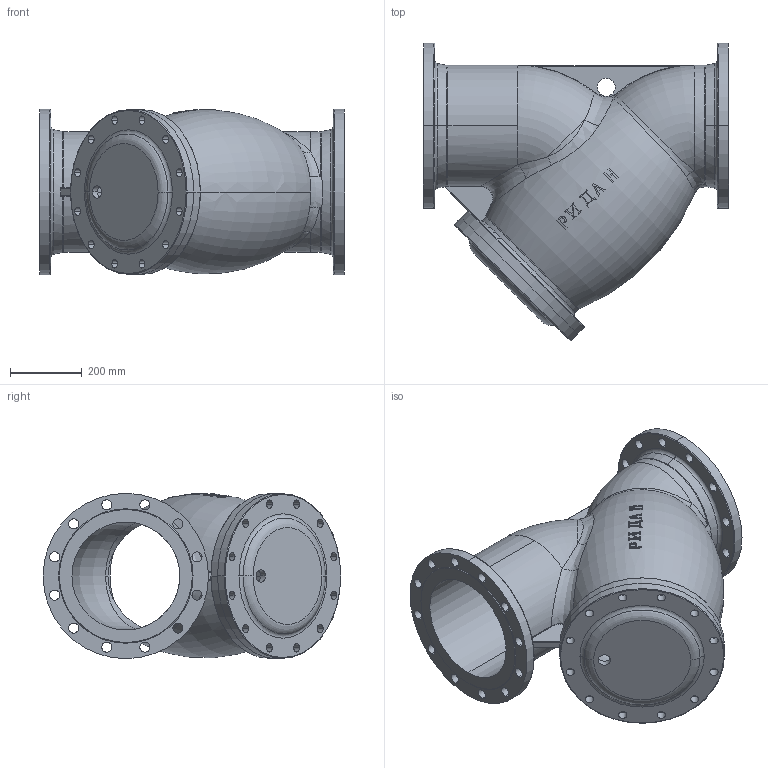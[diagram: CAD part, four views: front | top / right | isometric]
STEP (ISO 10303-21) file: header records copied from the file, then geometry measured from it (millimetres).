
FILE_DESCRIPTION (( 'STEP AP214' ), '1' );
FILE_NAME ('德标过滤器300装配体1.STEP', '2023-04-11T02:43:02', ( '' ), ( '' ), 'SwSTEP 2.0', 'SolidWorks 2023', '' );
FILE_SCHEMA (( 'AUTOMOTIVE_DESIGN' ));
Length unit declared in the file: millimetre
Products named in the file (3): 德标过滤器300装配体1; 300阀盖; 300阀体
Assembly tree (2 placements, depth 2):
  德标过滤器300装配体1
    300阀体
    300阀盖
Bounding box: 850 x 828.08 x 460 mm (x, y, z)
Volume: 33064266.4 mm3; surface area: 3412639 mm2
Topology: 2 solids, 2 shells, 353 faces, 918 edges, 584 vertices
Faces by surface type: cylinder 135, bspline 130, torus 47, plane 23, cone 18
Entity records: 24490 total; most frequent: CARTESIAN_POINT 16419, ORIENTED_EDGE 1830, DIRECTION 1374, EDGE_CURVE 915, AXIS2_PLACEMENT_3D 609, VERTEX_POINT 584, EDGE_LOOP 475, CIRCLE 381
